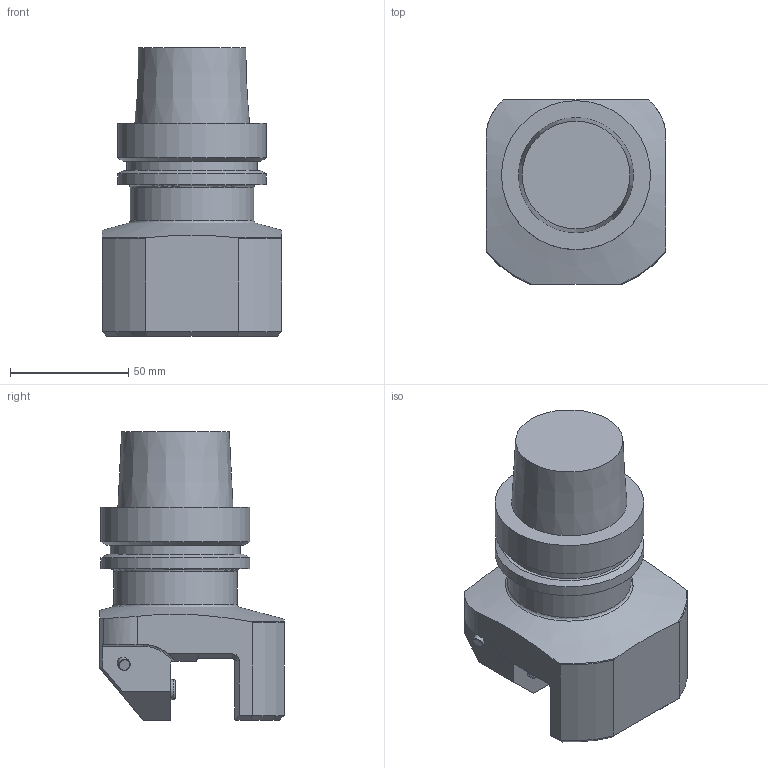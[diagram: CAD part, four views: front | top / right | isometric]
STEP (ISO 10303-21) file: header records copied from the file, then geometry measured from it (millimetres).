
FILE_DESCRIPTION(/* description */ (''),/* implementation_level */ '2;1');
FILE_NAME(/* name */ '1581917414812.stp',/* time_stamp */ '2020-02-17T11:00:26+06:00',/* author */ (''),/* organization */ ('SMS'),/* preprocessor_version */ 'ST-DEVELOPER v16.7',/* originating_system */ 'SIEMENS PLM Software NX 12.0',/* authorisation */ '');
FILE_SCHEMA (('AUTOMOTIVE_DESIGN { 1 0 10303 214 3 1 1 1 }'));
Length unit declared in the file: millimetre
Products named in the file (1): 200952168mod000_02
Bounding box: 76 x 78 x 121.9 mm (x, y, z)
Volume: 349358.1 mm3; surface area: 39525.9 mm2
Topology: 1 solids, 1 shells, 89 faces, 209 edges, 138 vertices
Faces by surface type: plane 47, cylinder 23, cone 10, torus 9
Full cylindrical faces by diameter (mm): 5 x2, 8.5 x3, 12.5 x3, 52.2 x1, 54.95 x1, 62.94 x2
Entity records: 2531 total; most frequent: CARTESIAN_POINT 559, DIRECTION 406, ORIENTED_EDGE 352, EDGE_CURVE 176, AXIS2_PLACEMENT_3D 160, EDGE_LOOP 124, VERTEX_POINT 124, ADVANCED_FACE 89
